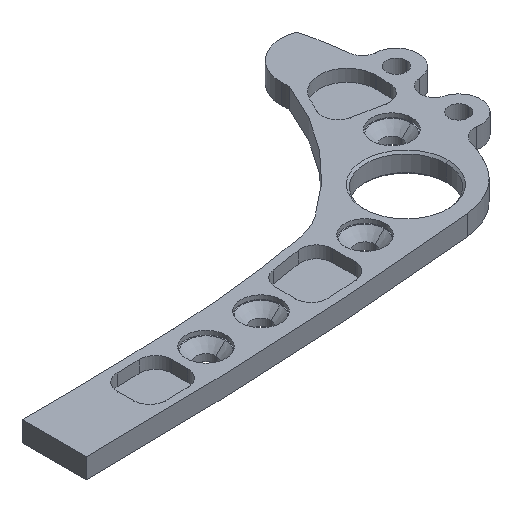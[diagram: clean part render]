
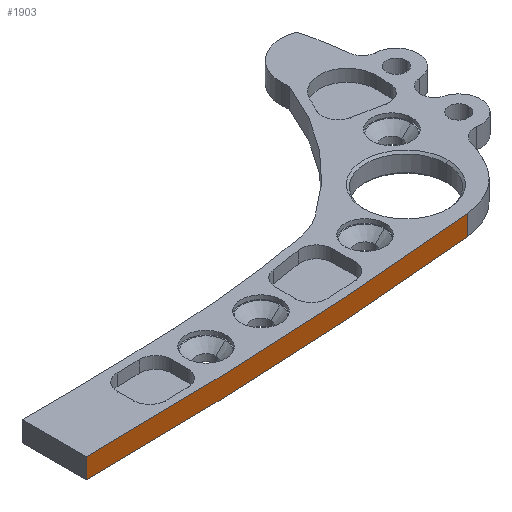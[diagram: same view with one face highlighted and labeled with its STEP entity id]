
A CAD part, isometric view. The second image highlights one B-rep face of the part: STEP entity #1903.
In plain terms, the highlighted cylindrical face has radius 1000 mm (diameter 2000 mm), a partial arc.
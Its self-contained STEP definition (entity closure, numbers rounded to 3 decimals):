
#14 = DIRECTION ( 'NONE',  ( 0., 0., 1. ) ) ;
#15 = EDGE_CURVE ( 'NONE', #1967, #1702, #789, .T. ) ;
#137 = ORIENTED_EDGE ( 'NONE', *, *, #359, .F. ) ;
#344 = VERTEX_POINT ( 'NONE', #2330 ) ;
#359 = EDGE_CURVE ( 'NONE', #344, #1702, #2187, .T. ) ;
#409 = AXIS2_PLACEMENT_3D ( 'NONE', #799, #14, #1611 ) ;
#423 = CARTESIAN_POINT ( 'NONE',  ( -98.5, -18.932, 5. ) ) ;
#518 = DIRECTION ( 'NONE',  ( 0., 0., -1. ) ) ;
#564 = EDGE_CURVE ( 'NONE', #628, #344, #1558, .T. ) ;
#628 = VERTEX_POINT ( 'NONE', #423 ) ;
#789 = CIRCLE ( 'NONE', #2239, 1000. ) ;
#799 = CARTESIAN_POINT ( 'NONE',  ( -98.5, 981.068, 5. ) ) ;
#894 = LINE ( 'NONE', #1865, #1129 ) ;
#1025 = ORIENTED_EDGE ( 'NONE', *, *, #564, .F. ) ;
#1129 = VECTOR ( 'NONE', #1452, 1000. ) ;
#1177 = AXIS2_PLACEMENT_3D ( 'NONE', #2367, #518, #2147 ) ;
#1240 = CARTESIAN_POINT ( 'NONE',  ( -98.5, -18.932, 0. ) ) ;
#1321 = CYLINDRICAL_SURFACE ( 'NONE', #1177, 1000. ) ;
#1372 = DIRECTION ( 'NONE',  ( 0., 0., 1. ) ) ;
#1400 = EDGE_LOOP ( 'NONE', ( #1990, #137, #1025, #2592 ) ) ;
#1428 = VECTOR ( 'NONE', #1557, 1000. ) ;
#1452 = DIRECTION ( 'NONE',  ( 0., 0., -1. ) ) ;
#1557 = DIRECTION ( 'NONE',  ( 0., 0., -1. ) ) ;
#1558 = CIRCLE ( 'NONE', #409, 1000. ) ;
#1576 = CARTESIAN_POINT ( 'NONE',  ( -98.5, 981.068, 0. ) ) ;
#1583 = CARTESIAN_POINT ( 'NONE',  ( 1.399, -13.93, 5. ) ) ;
#1611 = DIRECTION ( 'NONE',  ( 1., 0., 0. ) ) ;
#1697 = EDGE_CURVE ( 'NONE', #628, #1967, #894, .T. ) ;
#1702 = VERTEX_POINT ( 'NONE', #1723 ) ;
#1723 = CARTESIAN_POINT ( 'NONE',  ( 1.399, -13.93, 0. ) ) ;
#1865 = CARTESIAN_POINT ( 'NONE',  ( -98.5, -18.932, 5. ) ) ;
#1903 = ADVANCED_FACE ( 'NONE', ( #2398 ), #1321, .T. ) ;
#1967 = VERTEX_POINT ( 'NONE', #1240 ) ;
#1990 = ORIENTED_EDGE ( 'NONE', *, *, #15, .T. ) ;
#1991 = DIRECTION ( 'NONE',  ( 1., 0., 0. ) ) ;
#2147 = DIRECTION ( 'NONE',  ( -1., 0., 0. ) ) ;
#2187 = LINE ( 'NONE', #1583, #1428 ) ;
#2239 = AXIS2_PLACEMENT_3D ( 'NONE', #1576, #1372, #1991 ) ;
#2330 = CARTESIAN_POINT ( 'NONE',  ( 1.399, -13.93, 5. ) ) ;
#2367 = CARTESIAN_POINT ( 'NONE',  ( -98.5, 981.068, 5. ) ) ;
#2398 = FACE_OUTER_BOUND ( 'NONE', #1400, .T. ) ;
#2592 = ORIENTED_EDGE ( 'NONE', *, *, #1697, .T. ) ;
